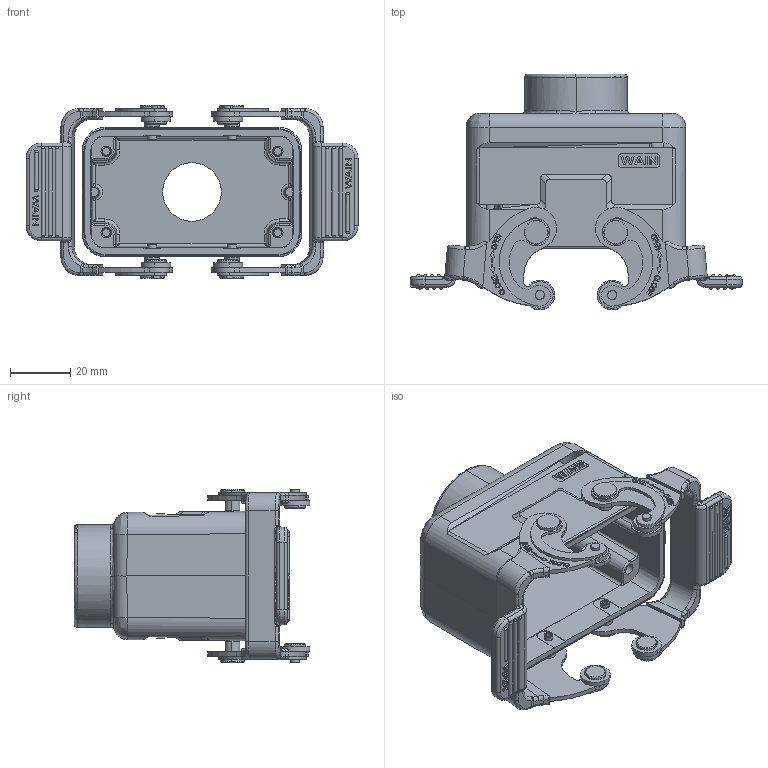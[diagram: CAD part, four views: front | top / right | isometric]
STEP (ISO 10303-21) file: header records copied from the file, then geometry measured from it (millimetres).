
FILE_DESCRIPTION((''),'2;1');
FILE_NAME('3D_1111104411002_W10B-TE-2L_SC-','2017-10-09T',('sy.ji'),(''),'PRO/ENGINEER BY PARAMETRIC TECHNOLOGY CORPORATION, 2014310','PRO/ENGINEER BY PARAMETRIC TECHNOLOGY CORPORATION, 2014310','');
FILE_SCHEMA(('CONFIG_CONTROL_DESIGN'));
Products named in the file (1): 3D_1111104411002_W10B-TE-2L_SC-
Bounding box: 110.3 x 78.3 x 57.5 mm (x, y, z)
Volume: 61031 mm3; surface area: 39465.6 mm2
Topology: 1 solids, 1 shells, 1533 faces, 4129 edges, 2749 vertices
Faces by surface type: plane 763, cylinder 338, extrusion 154, bspline 94, torus 80, cone 68, sphere 36
Entity records: 62466 total; most frequent: CARTESIAN_POINT 16560, ORIENTED_EDGE 8230, DIRECTION 7268, EDGE_CURVE 4115, VERTEX_POINT 2749, VECTOR 2438, AXIS2_PLACEMENT_3D 2415, LINE 2284
